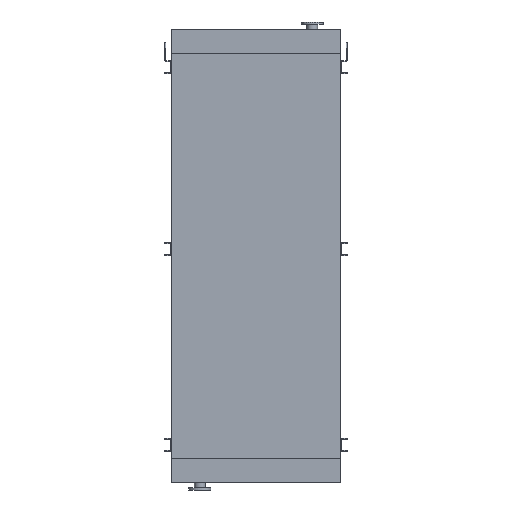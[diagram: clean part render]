
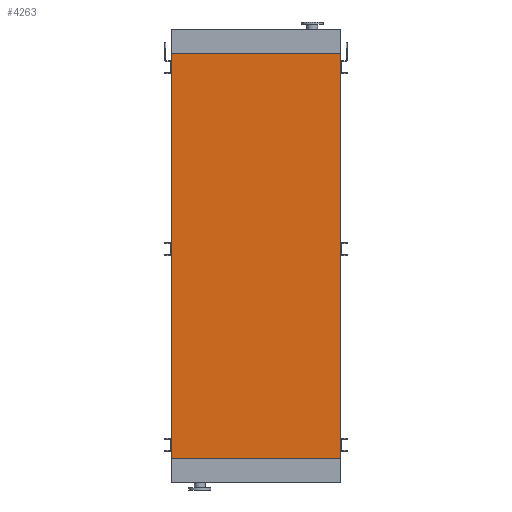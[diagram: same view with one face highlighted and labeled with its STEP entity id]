
A CAD part, front view. The second image highlights one B-rep face of the part: STEP entity #4263.
In plain terms, the highlighted planar face has unit normal (0, -1, 0).
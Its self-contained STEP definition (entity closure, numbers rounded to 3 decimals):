
#795 = VECTOR ( 'NONE', #18350, 1000. ) ;
#1078 = VECTOR ( 'NONE', #2794, 1000. ) ;
#1133 = CARTESIAN_POINT ( 'NONE',  ( -845., 0., -4050. ) ) ;
#1965 = ORIENTED_EDGE ( 'NONE', *, *, #9426, .F. ) ;
#2065 = ORIENTED_EDGE ( 'NONE', *, *, #3666, .T. ) ;
#2794 = DIRECTION ( 'NONE',  ( 0., 0., 1. ) ) ;
#2836 = AXIS2_PLACEMENT_3D ( 'NONE', #12061, #5799, #16813 ) ;
#3611 = VERTEX_POINT ( 'NONE', #1133 ) ;
#3666 = EDGE_CURVE ( 'NONE', #18422, #16432, #13637, .T. ) ;
#4263 = ADVANCED_FACE ( 'NONE', ( #17316 ), #16741, .T. ) ;
#4711 = LINE ( 'NONE', #14923, #17269 ) ;
#5325 = CARTESIAN_POINT ( 'NONE',  ( -845., 0., 0. ) ) ;
#5526 = LINE ( 'NONE', #5928, #12912 ) ;
#5799 = DIRECTION ( 'NONE',  ( 0., -1., 0. ) ) ;
#5928 = CARTESIAN_POINT ( 'NONE',  ( -845., 0., 0. ) ) ;
#8302 = EDGE_CURVE ( 'NONE', #9837, #16432, #5526, .T. ) ;
#9010 = DIRECTION ( 'NONE',  ( 1., 0., 0. ) ) ;
#9426 = EDGE_CURVE ( 'NONE', #3611, #9837, #17548, .T. ) ;
#9837 = VERTEX_POINT ( 'NONE', #5325 ) ;
#10222 = CARTESIAN_POINT ( 'NONE',  ( 845., 0., 0. ) ) ;
#10299 = EDGE_CURVE ( 'NONE', #3611, #18422, #4711, .T. ) ;
#10863 = ORIENTED_EDGE ( 'NONE', *, *, #8302, .F. ) ;
#12061 = CARTESIAN_POINT ( 'NONE',  ( -845., 0., -4050. ) ) ;
#12912 = VECTOR ( 'NONE', #9010, 1000. ) ;
#13637 = LINE ( 'NONE', #13795, #1078 ) ;
#13665 = CARTESIAN_POINT ( 'NONE',  ( -845., 0., -4050. ) ) ;
#13795 = CARTESIAN_POINT ( 'NONE',  ( 845., 0., -4050. ) ) ;
#13938 = EDGE_LOOP ( 'NONE', ( #10863, #1965, #15821, #2065 ) ) ;
#14923 = CARTESIAN_POINT ( 'NONE',  ( -845., 0., -4050. ) ) ;
#15821 = ORIENTED_EDGE ( 'NONE', *, *, #10299, .T. ) ;
#16432 = VERTEX_POINT ( 'NONE', #10222 ) ;
#16519 = DIRECTION ( 'NONE',  ( 1., 0., 0. ) ) ;
#16741 = PLANE ( 'NONE',  #2836 ) ;
#16813 = DIRECTION ( 'NONE',  ( 0., 0., -1. ) ) ;
#17269 = VECTOR ( 'NONE', #16519, 1000. ) ;
#17316 = FACE_OUTER_BOUND ( 'NONE', #13938, .T. ) ;
#17548 = LINE ( 'NONE', #13665, #795 ) ;
#17990 = CARTESIAN_POINT ( 'NONE',  ( 845., 0., -4050. ) ) ;
#18350 = DIRECTION ( 'NONE',  ( 0., 0., 1. ) ) ;
#18422 = VERTEX_POINT ( 'NONE', #17990 ) ;
